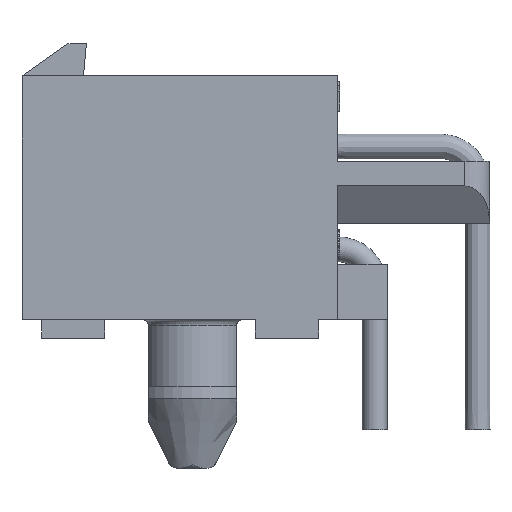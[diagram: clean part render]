
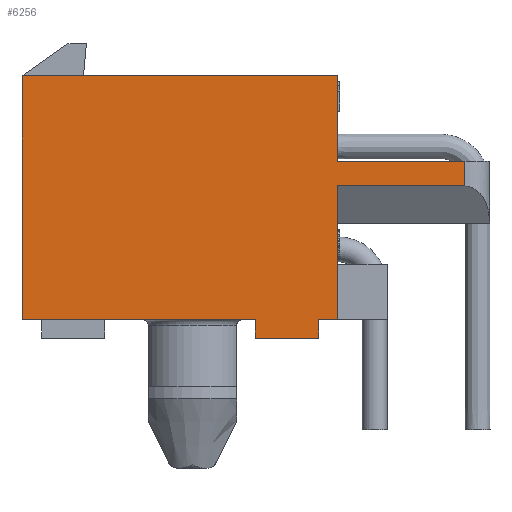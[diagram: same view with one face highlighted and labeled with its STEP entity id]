
A CAD part, left-side view. The second image highlights one B-rep face of the part: STEP entity #6256.
In plain terms, the highlighted planar face has unit normal (-1, 0, 0).
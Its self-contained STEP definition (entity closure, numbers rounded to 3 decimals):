
#68=PLANE($,#6657);
#403=LINE($,#9748,#1192);
#407=LINE($,#9756,#1196);
#442=LINE($,#9828,#1231);
#452=LINE($,#9849,#1241);
#455=LINE($,#9854,#1244);
#456=LINE($,#9857,#1245);
#457=LINE($,#9859,#1246);
#458=LINE($,#9861,#1247);
#459=LINE($,#9863,#1248);
#460=LINE($,#9865,#1249);
#461=LINE($,#9867,#1250);
#462=LINE($,#9868,#1251);
#1192=VECTOR($,#7194,0.762);
#1196=VECTOR($,#7198,9.398);
#1231=VECTOR($,#7247,2.54);
#1241=VECTOR($,#7265,0.762);
#1244=VECTOR($,#7272,0.762);
#1245=VECTOR($,#7275,5.372);
#1246=VECTOR($,#7276,5.131);
#1247=VECTOR($,#7277,0.991);
#1248=VECTOR($,#7278,5.131);
#1249=VECTOR($,#7279,3.442);
#1250=VECTOR($,#7280,12.7);
#1251=VECTOR($,#7281,9.804);
#2012=FACE_OUTER_BOUND($,#2362,.T.);
#2362=EDGE_LOOP($,(#4539,#4540,#4541,#4542,#4543,#4544,#4545,#4546,#4547,
#4548,#4549,#4550));
#2893=VERTEX_POINT($,#9745);
#2894=VERTEX_POINT($,#9747);
#2897=VERTEX_POINT($,#9753);
#2898=VERTEX_POINT($,#9755);
#2927=VERTEX_POINT($,#9825);
#2928=VERTEX_POINT($,#9827);
#2936=VERTEX_POINT($,#9856);
#2937=VERTEX_POINT($,#9858);
#2938=VERTEX_POINT($,#9860);
#2939=VERTEX_POINT($,#9862);
#2940=VERTEX_POINT($,#9864);
#2941=VERTEX_POINT($,#9866);
#3524=EDGE_CURVE($,#2894,#2893,#403,.T.);
#3528=EDGE_CURVE($,#2898,#2897,#407,.T.);
#3565=EDGE_CURVE($,#2927,#2928,#442,.T.);
#3575=EDGE_CURVE($,#2894,#2927,#452,.T.);
#3578=EDGE_CURVE($,#2897,#2928,#455,.T.);
#3579=EDGE_CURVE($,#2893,#2936,#456,.T.);
#3580=EDGE_CURVE($,#2937,#2936,#457,.T.);
#3581=EDGE_CURVE($,#2937,#2938,#458,.T.);
#3582=EDGE_CURVE($,#2938,#2939,#459,.T.);
#3583=EDGE_CURVE($,#2939,#2940,#460,.T.);
#3584=EDGE_CURVE($,#2940,#2941,#461,.T.);
#3585=EDGE_CURVE($,#2941,#2898,#462,.T.);
#4539=ORIENTED_EDGE($,*,*,#3524,.T.);
#4540=ORIENTED_EDGE($,*,*,#3579,.T.);
#4541=ORIENTED_EDGE($,*,*,#3580,.F.);
#4542=ORIENTED_EDGE($,*,*,#3581,.T.);
#4543=ORIENTED_EDGE($,*,*,#3582,.T.);
#4544=ORIENTED_EDGE($,*,*,#3583,.T.);
#4545=ORIENTED_EDGE($,*,*,#3584,.T.);
#4546=ORIENTED_EDGE($,*,*,#3585,.T.);
#4547=ORIENTED_EDGE($,*,*,#3528,.T.);
#4548=ORIENTED_EDGE($,*,*,#3578,.T.);
#4549=ORIENTED_EDGE($,*,*,#3565,.F.);
#4550=ORIENTED_EDGE($,*,*,#3575,.F.);
#6256=ADVANCED_FACE($,(#2012),#68,.T.);
#6657=AXIS2_PLACEMENT_3D($,#9855,#7273,#7274);
#7194=DIRECTION($,(0.,-1.,0.));
#7198=DIRECTION($,(0.,-1.,0.));
#7247=DIRECTION($,(0.,1.,0.));
#7265=DIRECTION($,(0.,0.,-1.));
#7272=DIRECTION($,(0.,0.,-1.));
#7273=DIRECTION('center_axis',(-1.,0.,0.));
#7274=DIRECTION('ref_axis',(0.,-1.,0.));
#7275=DIRECTION($,(0.,0.,1.));
#7276=DIRECTION($,(0.,1.,0.));
#7277=DIRECTION($,(0.,0.,1.));
#7278=DIRECTION($,(0.,1.,0.));
#7279=DIRECTION($,(0.,0.,1.));
#7280=DIRECTION($,(0.,1.,0.));
#7281=DIRECTION($,(0.,0.,-1.));
#9745=CARTESIAN_POINT('',(-4.915,3.569,0.762));
#9747=CARTESIAN_POINT('',(-4.915,4.331,0.762));
#9748=CARTESIAN_POINT($,(-4.915,4.331,0.762));
#9753=CARTESIAN_POINT('',(-4.915,6.871,0.762));
#9755=CARTESIAN_POINT('',(-4.915,16.269,0.762));
#9756=CARTESIAN_POINT($,(-4.915,16.269,0.762));
#9825=CARTESIAN_POINT('',(-4.915,4.331,0.));
#9827=CARTESIAN_POINT('',(-4.915,6.871,0.));
#9828=CARTESIAN_POINT($,(-4.915,4.331,0.));
#9849=CARTESIAN_POINT($,(-4.915,4.331,0.762));
#9854=CARTESIAN_POINT($,(-4.915,6.871,0.762));
#9855=CARTESIAN_POINT('Origin',(-4.915,16.269,0.762));
#9856=CARTESIAN_POINT('',(-4.915,3.569,6.134));
#9857=CARTESIAN_POINT($,(-4.915,3.569,0.762));
#9858=CARTESIAN_POINT('',(-4.915,-1.562,6.134));
#9859=CARTESIAN_POINT($,(-4.915,-1.562,6.134));
#9860=CARTESIAN_POINT('',(-4.915,-1.562,7.125));
#9861=CARTESIAN_POINT($,(-4.915,-1.562,6.134));
#9862=CARTESIAN_POINT('',(-4.915,3.569,7.125));
#9863=CARTESIAN_POINT($,(-4.915,-1.562,7.125));
#9864=CARTESIAN_POINT('',(-4.915,3.569,10.566));
#9865=CARTESIAN_POINT($,(-4.915,3.569,7.125));
#9866=CARTESIAN_POINT('',(-4.915,16.269,10.566));
#9867=CARTESIAN_POINT($,(-4.915,3.569,10.566));
#9868=CARTESIAN_POINT($,(-4.915,16.269,10.566));
